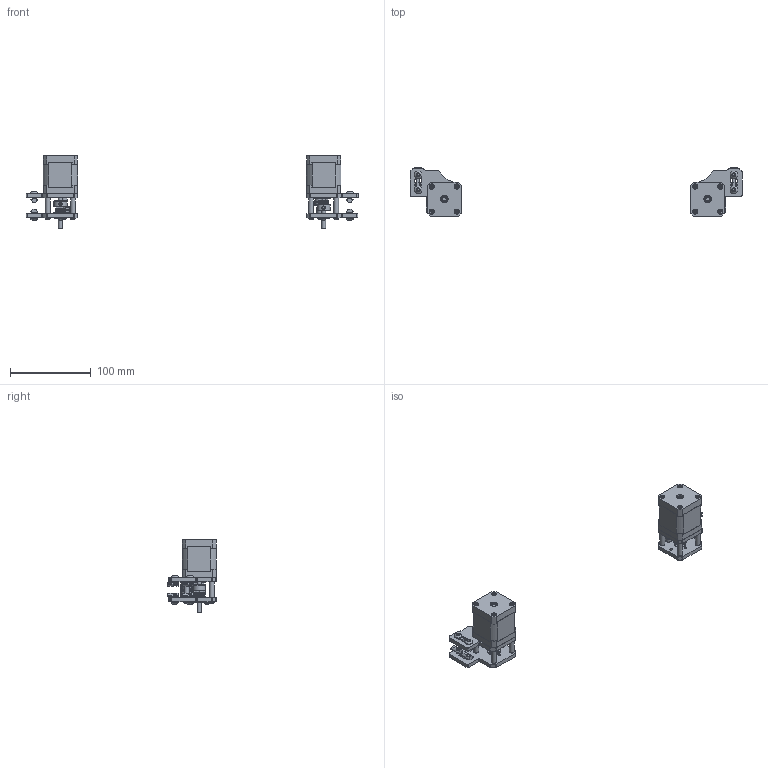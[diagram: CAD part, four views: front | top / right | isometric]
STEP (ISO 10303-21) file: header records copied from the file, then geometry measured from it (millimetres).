
FILE_DESCRIPTION(/* description */ ('','CAx-IF Rec.Pracs.---Representation and Presentation of Product Manufacturing Information (PMI)---4.0---2014-10-13'),/* implementation_level */ '2;1');
FILE_NAME(/* name */ '_23_Sheet_metal_VT_6mm_front_motor_mounts_FT_0.step',/* time_stamp */ '2025-01-28T16:55:11+01:00',/* author */ (''),/* organization */ (''),/* preprocessor_version */ 'ST-DEVELOPER v20',/* originating_system */ 'Autodesk Translation Framework v13.20.0.188',/* authorisation */ '');
FILE_SCHEMA (('AP242_MANAGED_MODEL_BASED_3D_ENGINEERING_MIM_LF { 1 0 10303 442 1 1 4 }'));
Length unit declared in the file: millimetre
Products named in the file (27): _23_Sheet_metal_VT_6mm_front_motor_mounts_FT_0; _Sheet_metal_VT_6mm_front_right_motor_mount_0; _Sheet_metal_VT_6mm_front_right_motor_mount_hardware_0; _Sheet_metal_6mm_front_right_motor_mount_motion_0; NEMA17 with 55mm long shaft; _Sheet_metal_VT_6mm_front_left_motor_mount_0; _Sheet_metal_VT_6mm_front_left_motor_mount_hardware_0; M3 washer; M3x6 BHCS; M3x8 FHCS; M3x8 BHCS; M3x35 BHCS; M5 2020 drop-in T-nut; M5x10 BHCS; M3xD6x20 spacer; _Sheet_metal_6mm_front_left_motor_mount_motion_0; M3xD5x20 threaded round standoff; M5xD8x5 spacer; Shim 1mm; Shim 0.5mm; GT2 20T 6mm pulley; NEMA17 with 55mm long shaft_1; _S55 shaft; _stepper; F695 flanged bearing; Sheet_metal_VT_front_motor_mount_b_4.7-5mm; Sheet_metal_VT_front_motor_mount_a_4.7-5mm
Assembly tree (84 placements, depth 5):
  _23_Sheet_metal_VT_6mm_front_motor_mounts_FT_0
    _Sheet_metal_VT_6mm_front_right_motor_mount_0
      Sheet_metal_VT_front_motor_mount_b_4.7-5mm
      _Sheet_metal_VT_6mm_front_right_motor_mount_hardware_0
        M5 2020 drop-in T-nut  x4
        M5x10 BHCS  x4
        M3xD6x20 spacer  x4
        M3x8 BHCS
        M3x8 FHCS
        M3x35 BHCS  x4
        M3 washer  x4
        M3x6 BHCS  x2
      Sheet_metal_VT_front_motor_mount_a_4.7-5mm
      _Sheet_metal_6mm_front_right_motor_mount_motion_0
        M3xD5x20 threaded round standoff
        M5xD8x5 spacer  x2
        F695 flanged bearing  x3
        Shim 0.5mm  x2
        Shim 1mm
        GT2 20T 6mm pulley
        NEMA17 with 55mm long shaft
          _S55 shaft
          _stepper
    _Sheet_metal_VT_6mm_front_left_motor_mount_0
      _Sheet_metal_VT_6mm_front_left_motor_mount_hardware_0
        M5 2020 drop-in T-nut  x4
        M5x10 BHCS  x4
        M3 washer  x4
        M3x35 BHCS  x4
        M3x6 BHCS  x2
        M3x8 FHCS
        M3x8 BHCS
        M3xD6x20 spacer  x4
      _Sheet_metal_6mm_front_left_motor_mount_motion_0
        M3xD5x20 threaded round standoff
        M5xD8x5 spacer  x2
        F695 flanged bearing  x3
        Shim 0.5mm  x2
        Shim 1mm
        GT2 20T 6mm pulley
        NEMA17 with 55mm long shaft_1
          _S55 shaft
          _stepper
      Sheet_metal_VT_front_motor_mount_b_4.7-5mm
      Sheet_metal_VT_front_motor_mount_a_4.7-5mm
Bounding box: 410 x 59.9 x 90 mm (x, y, z)
Volume: 229671.1 mm3; surface area: 80367 mm2
Topology: 80 solids, 80 shells, 1912 faces, 4412 edges, 2802 vertices
Faces by surface type: plane 822, cylinder 680, cone 364, sphere 22, bspline 20, torus 4
Full cylindrical faces by diameter (mm): 2.464 x8, 2.5 x4, 2.529 x2, 3 x24, 3.1 x24, 3.2 x8, 3.4 x8, 4.2 x8, 5 x30, 5.001 x2, 5.1 x4, 5.7 x14, 6 x10, 6.5 x14, 7 x8, 7.823 x4, 8 x10, 8.141 x4, 9 x2, 9.5 x8, 11.5 x12, 12 x4, 13 x6, 13.03 x2, 15 x6, 16 x4, 22 x2, 22.1 x2, 32 x2
Entity records: 22379 total; most frequent: CARTESIAN_POINT 5186, DIRECTION 3738, ORIENTED_EDGE 3196, EDGE_CURVE 1598, AXIS2_PLACEMENT_3D 1456, VERTEX_POINT 1036, LINE 826, VECTOR 826
